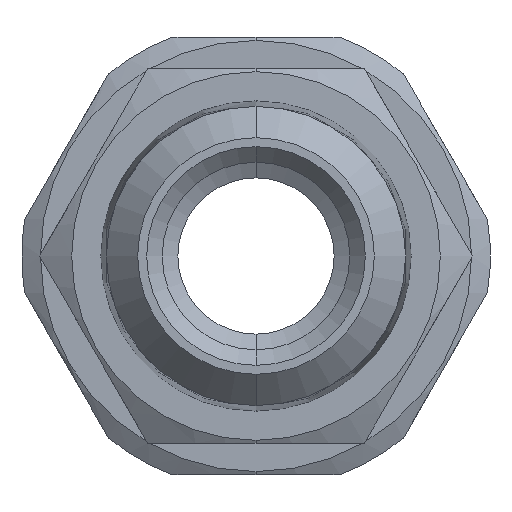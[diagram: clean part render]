
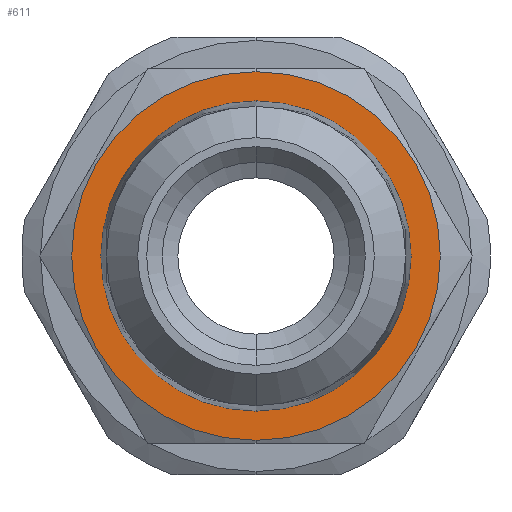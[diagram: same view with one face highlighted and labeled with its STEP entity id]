
A CAD part, front view. The second image highlights one B-rep face of the part: STEP entity #611.
In plain terms, the highlighted planar face has unit normal (0, -1, 0).
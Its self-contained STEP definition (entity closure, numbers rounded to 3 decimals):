
#166 = EDGE_LOOP ( 'NONE', ( #2302, #2307 ) ) ;
#196 = EDGE_LOOP ( 'NONE', ( #2321, #2314 ) ) ;
#367 = VERTEX_POINT ( 'NONE', #501 ) ;
#392 = VERTEX_POINT ( 'NONE', #526 ) ;
#406 = VERTEX_POINT ( 'NONE', #540 ) ;
#409 = VERTEX_POINT ( 'NONE', #543 ) ;
#501 = CARTESIAN_POINT ( 'NONE',  ( 0., 8., -5.9 ) ) ;
#526 = CARTESIAN_POINT ( 'NONE',  ( 0., 8., -4.967 ) ) ;
#540 = CARTESIAN_POINT ( 'NONE',  ( 0., 8., 5.9 ) ) ;
#543 = CARTESIAN_POINT ( 'NONE',  ( 0., 8., 4.967 ) ) ;
#581 = CARTESIAN_POINT ( 'NONE',  ( 4.967, 8., 0. ) ) ;
#584 = FACE_OUTER_BOUND ( 'NONE', #196, .T. ) ;
#585 = FACE_BOUND ( 'NONE', #166, .T. ) ;
#586 = PLANE ( 'NONE',  #910 ) ;
#588 = DIRECTION ( 'NONE',  ( 0., 1., 0. ) ) ;
#589 = DIRECTION ( 'NONE',  ( 0., 0., 1. ) ) ;
#611 = ADVANCED_FACE ( 'NONE', ( #584, #585 ), #586, .F. ) ;
#639 = CIRCLE ( 'NONE', #644, 5.9 ) ;
#643 = CIRCLE ( 'NONE', #646, 4.967 ) ;
#644 = AXIS2_PLACEMENT_3D ( 'NONE', #1308, #1309, #1310 ) ;
#646 = AXIS2_PLACEMENT_3D ( 'NONE', #1334, #1335, #1336 ) ;
#717 = EDGE_CURVE ( 'NONE', #367, #406, #1445, .T. ) ;
#910 = AXIS2_PLACEMENT_3D ( 'NONE', #581, #588, #589 ) ;
#1116 = CARTESIAN_POINT ( 'NONE',  ( 0., 8., 0. ) ) ;
#1117 = DIRECTION ( 'NONE',  ( 0., -1., 0. ) ) ;
#1118 = DIRECTION ( 'NONE',  ( 0., 0., -1. ) ) ;
#1308 = CARTESIAN_POINT ( 'NONE',  ( 0., 8., 0. ) ) ;
#1309 = DIRECTION ( 'NONE',  ( 0., -1., 0. ) ) ;
#1310 = DIRECTION ( 'NONE',  ( 0., 0., 1. ) ) ;
#1334 = CARTESIAN_POINT ( 'NONE',  ( 0., 8., 0. ) ) ;
#1335 = DIRECTION ( 'NONE',  ( 0., -1., 0. ) ) ;
#1336 = DIRECTION ( 'NONE',  ( 0., 0., -1. ) ) ;
#1435 = EDGE_CURVE ( 'NONE', #392, #409, #1539, .T. ) ;
#1445 = CIRCLE ( 'NONE', #1656, 5.9 ) ;
#1530 = AXIS2_PLACEMENT_3D ( 'NONE', #1116, #1117, #1118 ) ;
#1539 = CIRCLE ( 'NONE', #1530, 4.967 ) ;
#1656 = AXIS2_PLACEMENT_3D ( 'NONE', #1816, #1817, #1818 ) ;
#1718 = EDGE_CURVE ( 'NONE', #406, #367, #639, .T. ) ;
#1726 = EDGE_CURVE ( 'NONE', #409, #392, #643, .T. ) ;
#1816 = CARTESIAN_POINT ( 'NONE',  ( 0., 8., 0. ) ) ;
#1817 = DIRECTION ( 'NONE',  ( 0., -1., 0. ) ) ;
#1818 = DIRECTION ( 'NONE',  ( 0., 0., 1. ) ) ;
#2302 = ORIENTED_EDGE ( 'NONE', *, *, #1726, .F. ) ;
#2307 = ORIENTED_EDGE ( 'NONE', *, *, #1435, .F. ) ;
#2314 = ORIENTED_EDGE ( 'NONE', *, *, #717, .T. ) ;
#2321 = ORIENTED_EDGE ( 'NONE', *, *, #1718, .T. ) ;
